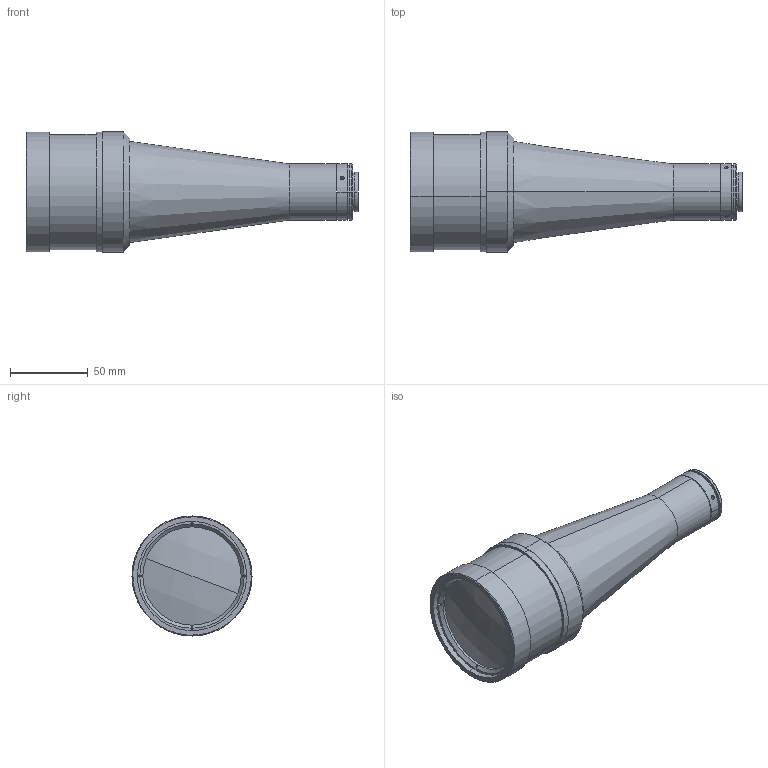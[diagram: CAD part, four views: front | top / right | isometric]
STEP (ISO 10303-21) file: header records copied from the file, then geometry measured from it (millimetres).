
FILE_DESCRIPTION (( 'STEP AP203' ), '1' );
FILE_NAME ('XF-5MDT022X150.STEP', '2015-07-30T02:39:46', ( 'Lxtx999.CoM' ), ( 'Lxtx999.CoM' ), 'SwSTEP 2.0', 'SolidWorks 2014', '' );
FILE_SCHEMA (( 'CONFIG_CONTROL_DESIGN' ));
Length unit declared in the file: millimetre
Products named in the file (1): XF-5MDT022X150
Bounding box: 212.97 x 77 x 77 mm (x, y, z)
Surface area: 51023.6 mm2 (no closed solid volume)
Topology: 0 solids, 11 shells, 93 faces, 236 edges, 158 vertices
Faces by surface type: cylinder 42, plane 35, cone 12, sphere 4
Entity records: 3101 total; most frequent: CARTESIAN_POINT 740, DIRECTION 526, ORIENTED_EDGE 400, EDGE_CURVE 236, AXIS2_PLACEMENT_3D 216, VERTEX_POINT 158, CIRCLE 122, EDGE_LOOP 109
